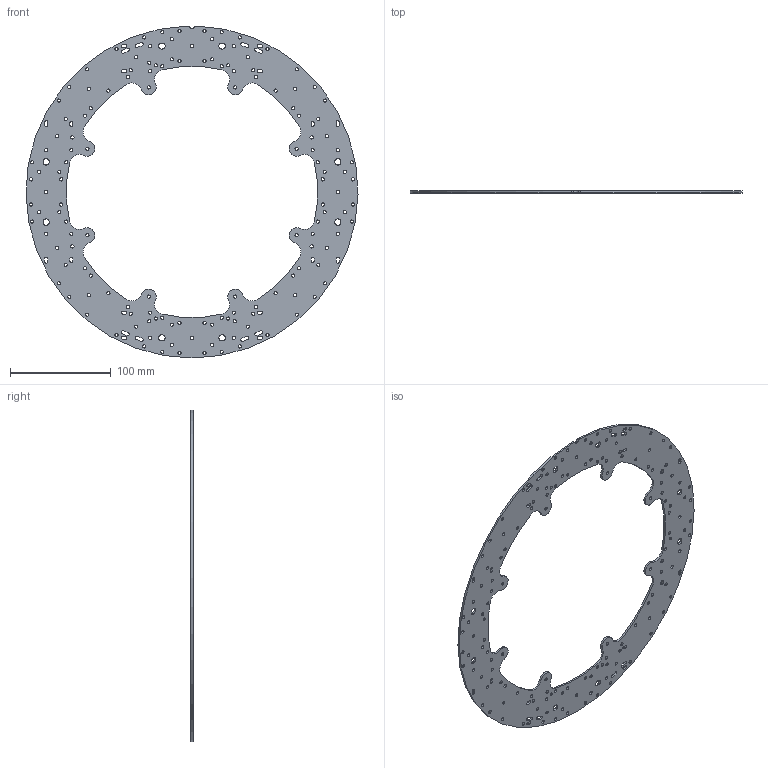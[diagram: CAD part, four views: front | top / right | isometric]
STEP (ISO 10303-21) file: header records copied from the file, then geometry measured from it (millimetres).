
FILE_DESCRIPTION(/* description */ (''),/* implementation_level */ '2;1');
FILE_NAME(/* name */ 'Body_Outer_Plate.stp',/* time_stamp */ '2024-05-31T08:41:03+02:00',/* author */ ('dhrzw'),/* organization */ (''),/* preprocessor_version */ 'ST-DEVELOPER v20',/* originating_system */ 'Autodesk Inventor 2025',/* authorisation */ '');
FILE_SCHEMA (('AUTOMOTIVE_DESIGN { 1 0 10303 214 3 1 1 }'));
Length unit declared in the file: millimetre
Products named in the file (1): Body_Outer_Plate
Bounding box: 329.97 x 2 x 329.94 mm (x, y, z)
Volume: 74522.5 mm3; surface area: 82488.7 mm2
Topology: 1 solids, 1 shells, 333 faces, 993 edges, 662 vertices
Faces by surface type: cylinder 259, plane 74
Full cylindrical faces by diameter (mm): 3.2 x143
Entity records: 12210 total; most frequent: DIRECTION 2179, CARTESIAN_POINT 1989, ORIENTED_EDGE 1986, EDGE_CURVE 993, AXIS2_PLACEMENT_3D 852, EDGE_LOOP 685, VERTEX_POINT 662, CIRCLE 518
